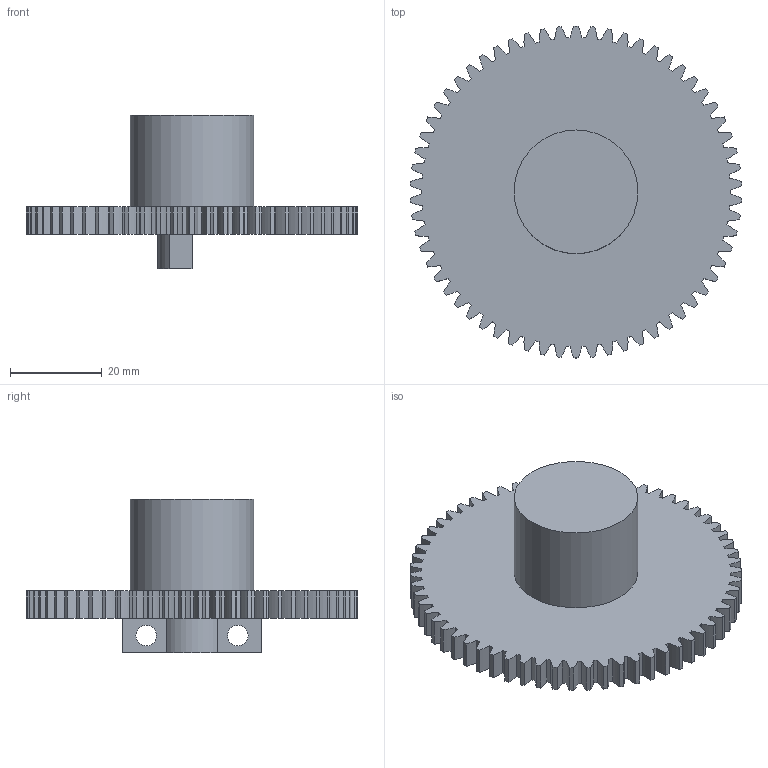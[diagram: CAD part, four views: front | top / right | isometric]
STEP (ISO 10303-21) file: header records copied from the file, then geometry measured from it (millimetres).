
FILE_DESCRIPTION(/* description */ (''),/* implementation_level */ '2;1');
FILE_NAME(/* name */ 'Spur Gear22.step',/* time_stamp */ '2025-03-06T00:50:28+01:00',/* author */ ('klawy'),/* organization */ (''),/* preprocessor_version */ 'ST-DEVELOPER v20',/* originating_system */ 'Autodesk Inventor 2025',/* authorisation */ '');
FILE_SCHEMA (('AUTOMOTIVE_DESIGN { 1 0 10303 214 3 1 1 }'));
Length unit declared in the file: millimetre
Products named in the file (1): Spur Gear2
Bounding box: 72.39 x 72.45 x 33.5 mm (x, y, z)
Volume: 33757.1 mm3; surface area: 13380.8 mm2
Topology: 1 solids, 1 shells, 264 faces, 781 edges, 522 vertices
Faces by surface type: cylinder 253, plane 11
Full cylindrical faces by diameter (mm): 4.5 x2, 10 x1, 27 x1
Entity records: 9207 total; most frequent: DIRECTION 1820, CARTESIAN_POINT 1567, ORIENTED_EDGE 1560, EDGE_CURVE 780, AXIS2_PLACEMENT_3D 774, VERTEX_POINT 520, CIRCLE 509, LINE 272
